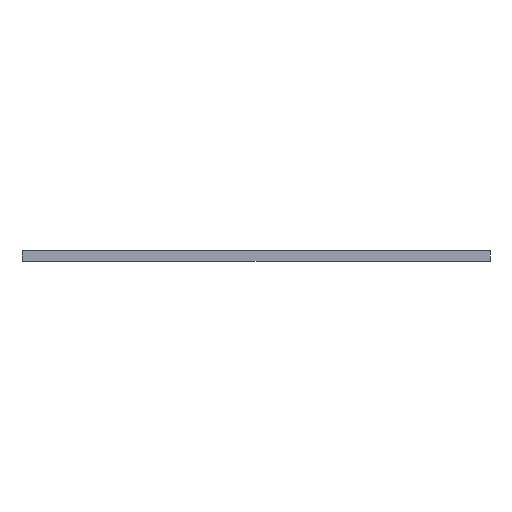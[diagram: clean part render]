
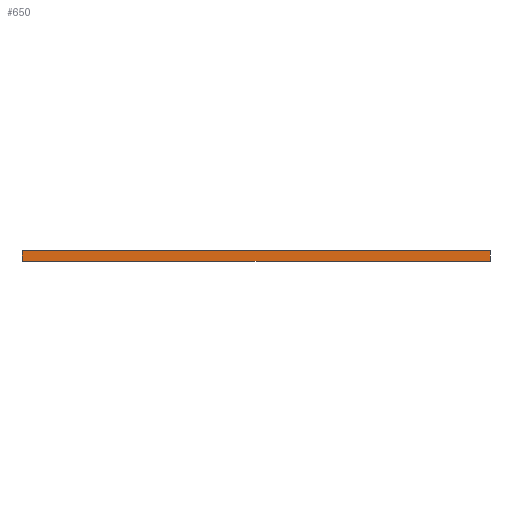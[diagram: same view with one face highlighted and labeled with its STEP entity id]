
A CAD part, front view. The second image highlights one B-rep face of the part: STEP entity #650.
In plain terms, the highlighted planar face has unit normal (0, -1, 0).
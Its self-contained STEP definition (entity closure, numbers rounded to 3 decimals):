
#5 = VERTEX_POINT ( 'NONE', #681 ) ;
#50 = LINE ( 'NONE', #286, #274 ) ;
#51 = ORIENTED_EDGE ( 'NONE', *, *, #586, .T. ) ;
#53 = VECTOR ( 'NONE', #790, 1000. ) ;
#62 = VERTEX_POINT ( 'NONE', #506 ) ;
#108 = EDGE_CURVE ( 'NONE', #903, #935, #50, .T. ) ;
#119 = DIRECTION ( 'NONE',  ( 0., 0., 1. ) ) ;
#223 = ORIENTED_EDGE ( 'NONE', *, *, #470, .T. ) ;
#274 = VECTOR ( 'NONE', #628, 1000. ) ;
#286 = CARTESIAN_POINT ( 'NONE',  ( -115., -60., 5. ) ) ;
#354 = ORIENTED_EDGE ( 'NONE', *, *, #108, .F. ) ;
#400 = EDGE_CURVE ( 'NONE', #935, #62, #632, .T. ) ;
#427 = PLANE ( 'NONE',  #597 ) ;
#431 = DIRECTION ( 'NONE',  ( 0., 1., 0. ) ) ;
#470 = EDGE_CURVE ( 'NONE', #5, #62, #1055, .T. ) ;
#487 = DIRECTION ( 'NONE',  ( 0., 0., -1. ) ) ;
#506 = CARTESIAN_POINT ( 'NONE',  ( 115., -60., 0. ) ) ;
#522 = EDGE_LOOP ( 'NONE', ( #223, #585, #354, #51 ) ) ;
#567 = CARTESIAN_POINT ( 'NONE',  ( 115., -60., 5. ) ) ;
#570 = LINE ( 'NONE', #653, #993 ) ;
#585 = ORIENTED_EDGE ( 'NONE', *, *, #400, .F. ) ;
#586 = EDGE_CURVE ( 'NONE', #903, #5, #570, .T. ) ;
#597 = AXIS2_PLACEMENT_3D ( 'NONE', #842, #431, #119 ) ;
#628 = DIRECTION ( 'NONE',  ( 1., 0., 0. ) ) ;
#632 = LINE ( 'NONE', #721, #53 ) ;
#650 = ADVANCED_FACE ( 'NONE', ( #1002 ), #427, .F. ) ;
#653 = CARTESIAN_POINT ( 'NONE',  ( -115., -60., 5. ) ) ;
#681 = CARTESIAN_POINT ( 'NONE',  ( -115., -60., 0. ) ) ;
#721 = CARTESIAN_POINT ( 'NONE',  ( 115., -60., 5. ) ) ;
#790 = DIRECTION ( 'NONE',  ( 0., 0., -1. ) ) ;
#818 = CARTESIAN_POINT ( 'NONE',  ( -115., -60., 5. ) ) ;
#842 = CARTESIAN_POINT ( 'NONE',  ( -115., -60., 5. ) ) ;
#903 = VERTEX_POINT ( 'NONE', #818 ) ;
#922 = VECTOR ( 'NONE', #989, 1000. ) ;
#935 = VERTEX_POINT ( 'NONE', #567 ) ;
#986 = CARTESIAN_POINT ( 'NONE',  ( -115., -60., 0. ) ) ;
#989 = DIRECTION ( 'NONE',  ( 1., 0., 0. ) ) ;
#993 = VECTOR ( 'NONE', #487, 1000. ) ;
#1002 = FACE_OUTER_BOUND ( 'NONE', #522, .T. ) ;
#1055 = LINE ( 'NONE', #986, #922 ) ;
